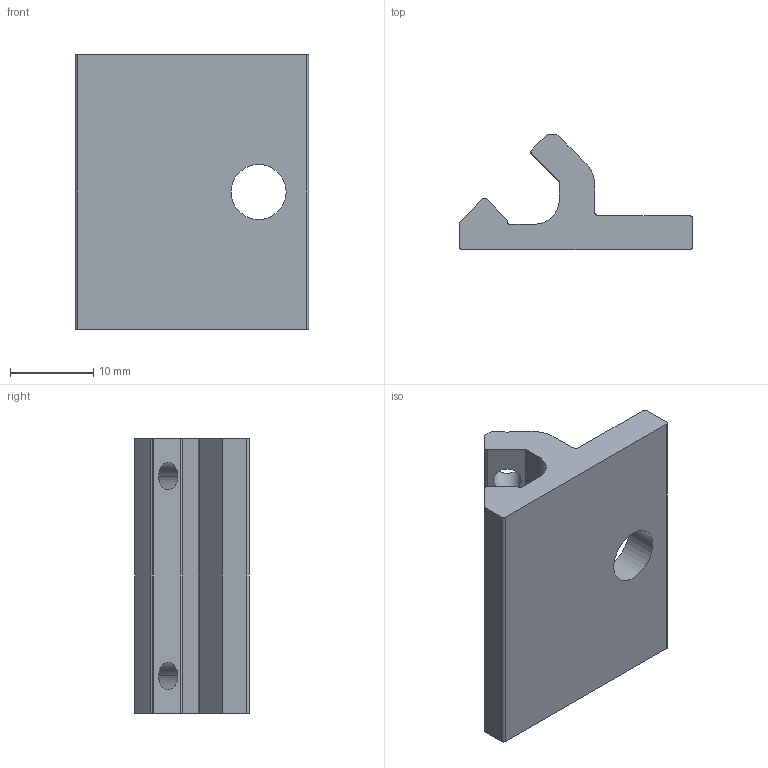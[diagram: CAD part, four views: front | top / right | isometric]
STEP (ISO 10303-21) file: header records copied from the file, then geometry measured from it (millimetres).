
FILE_DESCRIPTION (( 'STEP AP214' ), '1' );
FILE_NAME ('32 OB-CM.STEP', '2010-08-10T15:07:54', ( '' ), ( '' ), 'SwSTEP 2.0', 'SolidWorks 2010', '' );
FILE_SCHEMA (( 'AUTOMOTIVE_DESIGN' ));
Length unit declared in the file: millimetre
Products named in the file (1): 32  OB-CM
Bounding box: 28 x 13.8 x 33 mm (x, y, z)
Volume: 4909.2 mm3; surface area: 3189 mm2
Topology: 1 solids, 1 shells, 43 faces, 129 edges, 86 vertices
Faces by surface type: plane 23, cylinder 20
Entity records: 1549 total; most frequent: CARTESIAN_POINT 319, ORIENTED_EDGE 258, DIRECTION 229, EDGE_CURVE 129, VERTEX_POINT 86, LINE 77, VECTOR 77, AXIS2_PLACEMENT_3D 76
